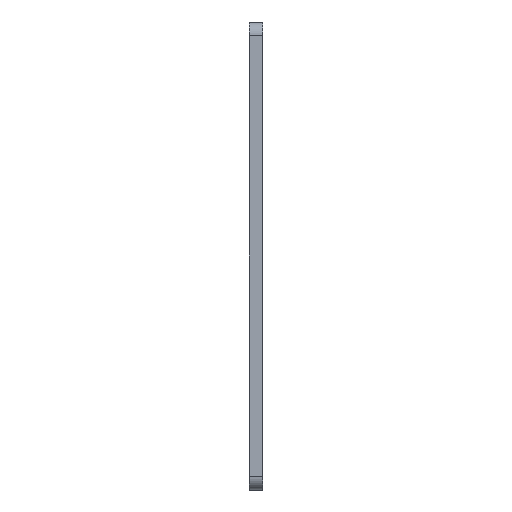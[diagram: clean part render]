
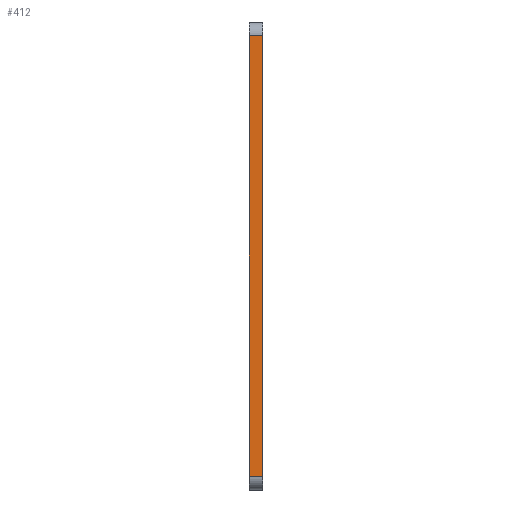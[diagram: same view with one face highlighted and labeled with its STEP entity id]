
A CAD part, left-side view. The second image highlights one B-rep face of the part: STEP entity #412.
In plain terms, the highlighted planar face has unit normal (-1, 0, 0).
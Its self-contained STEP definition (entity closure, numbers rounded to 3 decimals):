
#56 = VECTOR ( 'NONE', #1236, 1000. ) ;
#91 = EDGE_CURVE ( 'NONE', #1412, #121, #427, .T. ) ;
#105 = LINE ( 'NONE', #1216, #889 ) ;
#121 = VERTEX_POINT ( 'NONE', #961 ) ;
#309 = EDGE_CURVE ( 'NONE', #500, #1412, #599, .T. ) ;
#412 = ADVANCED_FACE ( 'NONE', ( #1110 ), #750, .F. ) ;
#427 = LINE ( 'NONE', #940, #707 ) ;
#438 = EDGE_CURVE ( 'NONE', #1376, #500, #105, .T. ) ;
#477 = DIRECTION ( 'NONE',  ( 0., 0., -1. ) ) ;
#500 = VERTEX_POINT ( 'NONE', #1237 ) ;
#550 = ORIENTED_EDGE ( 'NONE', *, *, #91, .T. ) ;
#598 = ORIENTED_EDGE ( 'NONE', *, *, #309, .T. ) ;
#599 = LINE ( 'NONE', #1503, #1177 ) ;
#605 = DIRECTION ( 'NONE',  ( 0., 0., -1. ) ) ;
#694 = ORIENTED_EDGE ( 'NONE', *, *, #438, .T. ) ;
#705 = CARTESIAN_POINT ( 'NONE',  ( 0., 3., -3. ) ) ;
#707 = VECTOR ( 'NONE', #1446, 1000. ) ;
#750 = PLANE ( 'NONE',  #1393 ) ;
#856 = DIRECTION ( 'NONE',  ( 0., -1., 0. ) ) ;
#880 = EDGE_CURVE ( 'NONE', #1376, #121, #1470, .T. ) ;
#883 = CARTESIAN_POINT ( 'NONE',  ( 0., 3., -3. ) ) ;
#889 = VECTOR ( 'NONE', #605, 1000. ) ;
#940 = CARTESIAN_POINT ( 'NONE',  ( 0., 0., -3. ) ) ;
#961 = CARTESIAN_POINT ( 'NONE',  ( 0., 0., -3. ) ) ;
#1018 = EDGE_LOOP ( 'NONE', ( #694, #598, #550, #1286 ) ) ;
#1110 = FACE_OUTER_BOUND ( 'NONE', #1018, .T. ) ;
#1177 = VECTOR ( 'NONE', #856, 1000. ) ;
#1216 = CARTESIAN_POINT ( 'NONE',  ( 0., 3., -101. ) ) ;
#1236 = DIRECTION ( 'NONE',  ( 0., -1., 0. ) ) ;
#1237 = CARTESIAN_POINT ( 'NONE',  ( 0., 3., -101. ) ) ;
#1252 = DIRECTION ( 'NONE',  ( 1., 0., 0. ) ) ;
#1263 = CARTESIAN_POINT ( 'NONE',  ( 0., 3., -3. ) ) ;
#1286 = ORIENTED_EDGE ( 'NONE', *, *, #880, .F. ) ;
#1376 = VERTEX_POINT ( 'NONE', #883 ) ;
#1393 = AXIS2_PLACEMENT_3D ( 'NONE', #1263, #1252, #477 ) ;
#1412 = VERTEX_POINT ( 'NONE', #1442 ) ;
#1442 = CARTESIAN_POINT ( 'NONE',  ( 0., 0., -101. ) ) ;
#1446 = DIRECTION ( 'NONE',  ( 0., 0., 1. ) ) ;
#1470 = LINE ( 'NONE', #705, #56 ) ;
#1503 = CARTESIAN_POINT ( 'NONE',  ( 0., 3., -101. ) ) ;
